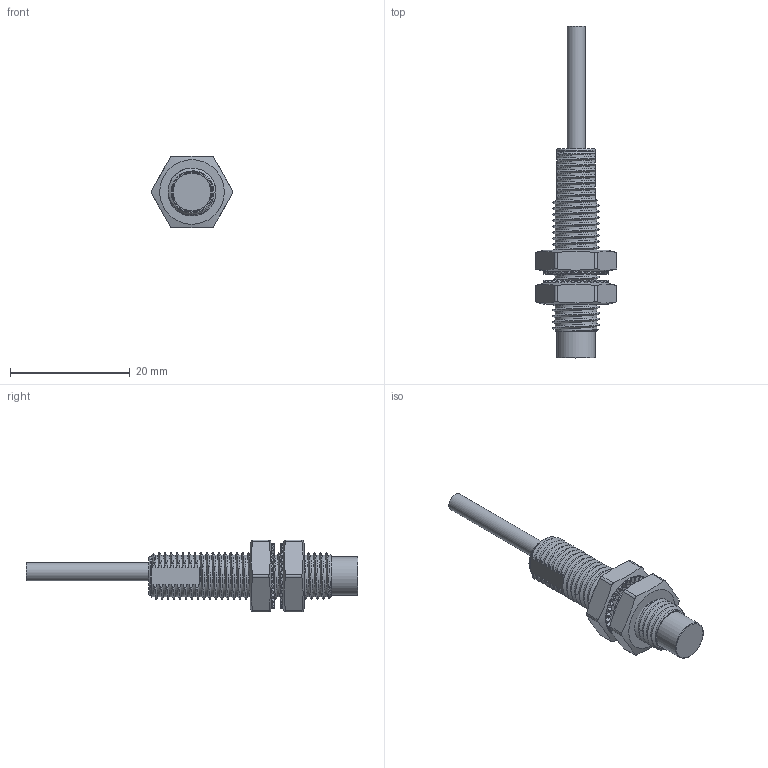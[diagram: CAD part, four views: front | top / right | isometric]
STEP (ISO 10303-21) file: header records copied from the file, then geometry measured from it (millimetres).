
FILE_DESCRIPTION(/* description */ (''),/* implementation_level */ '2;1');
FILE_NAME(/* name */ 'ELCO_Ni4-G08-CD6L.stp',/* time_stamp */ '2025-12-17T15:59:11+08:00',/* author */ (''),/* organization */ (''),/* preprocessor_version */ 'ST-DEVELOPER v16',/* originating_system */ 'SIEMENS PLM Software NX 10.0',/* authorisation */ '');
FILE_SCHEMA (('AUTOMOTIVE_DESIGN { 1 0 10303 214 3 1 1 1 }'));
Length unit declared in the file: millimetre
Products named in the file (1): Admi42846F1Aefq7
Bounding box: 13.7 x 55.5 x 12 mm (x, y, z)
Volume: 2144 mm3; surface area: 2369.2 mm2
Topology: 5 solids, 5 shells, 541 faces, 1544 edges, 1014 vertices
Faces by surface type: plane 269, cylinder 215, bspline 48, cone 7, torus 2
Full cylindrical faces by diameter (mm): 3 x1, 6.4 x1, 6.5 x1, 6.7 x1, 7 x2
Entity records: 26289 total; most frequent: CARTESIAN_POINT 12797, ORIENTED_EDGE 3050, DIRECTION 2517, EDGE_CURVE 1525, VERTEX_POINT 1007, AXIS2_PLACEMENT_3D 943, LINE 631, VECTOR 631
